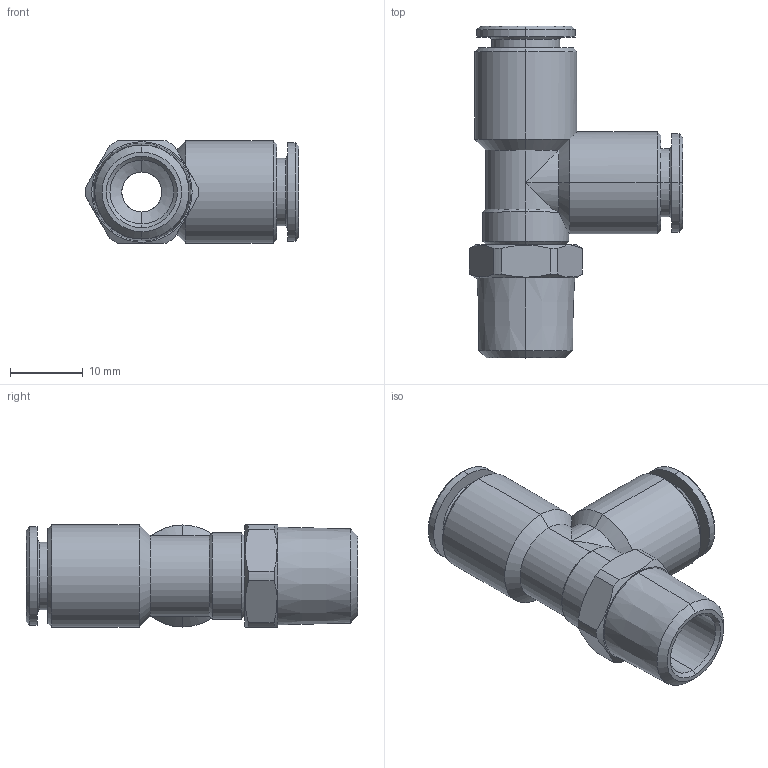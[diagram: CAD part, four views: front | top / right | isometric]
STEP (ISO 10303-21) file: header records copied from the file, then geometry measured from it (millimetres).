
FILE_DESCRIPTION (( 'STEP AP203' ), '1' );
FILE_NAME ('B0130042.STEP', '2011-04-11T13:02:18', ( 'Flavio' ), ( '' ), 'SwSTEP 2.0', 'SolidWorks 2009', '' );
FILE_SCHEMA (( 'CONFIG_CONTROL_DESIGN' ));
Length unit declared in the file: millimetre
Products named in the file (1): B0130042
Bounding box: 29.25 x 45.5 x 14 mm (x, y, z)
Volume: 5335.9 mm3; surface area: 4698.4 mm2
Topology: 1 solids, 3 shells, 119 faces, 270 edges, 164 vertices
Faces by surface type: cylinder 51, cone 39, plane 29
Entity records: 3536 total; most frequent: CARTESIAN_POINT 777, DIRECTION 589, ORIENTED_EDGE 540, EDGE_CURVE 270, AXIS2_PLACEMENT_3D 239, VERTEX_POINT 164, EDGE_LOOP 130, CIRCLE 119
